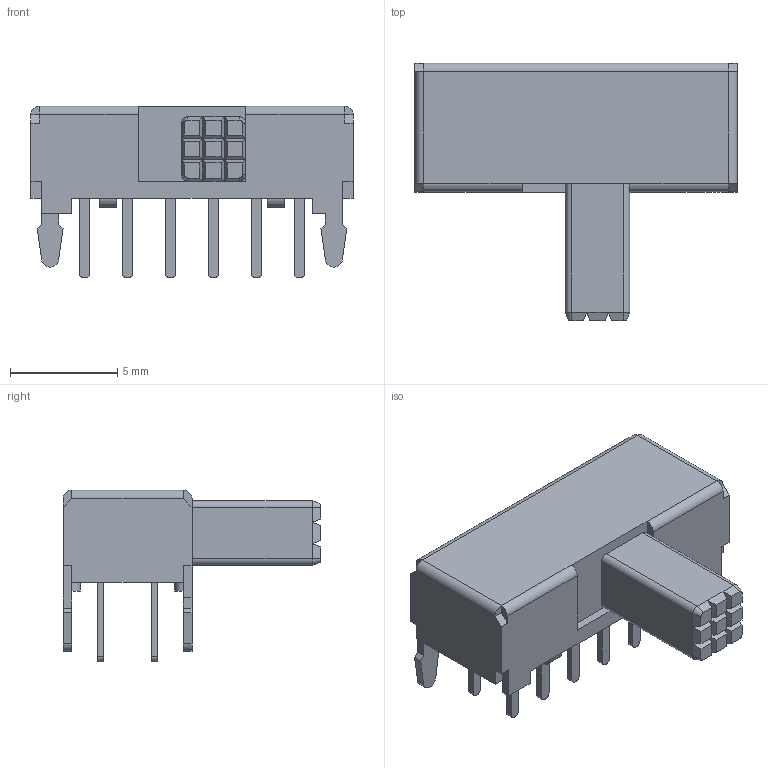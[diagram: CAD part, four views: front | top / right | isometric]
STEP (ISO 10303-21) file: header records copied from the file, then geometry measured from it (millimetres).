
FILE_DESCRIPTION(/* description */ (''),/* implementation_level */ '2;1');
FILE_NAME(/* name */ 'EG4208A.stp',/* time_stamp */ '2021-06-17T09:50:36-05:00',/* author */ ('mwilliams'),/* organization */ (''),/* preprocessor_version */ 'ST-DEVELOPER v18',/* originating_system */ 'Autodesk Inventor 2020',/* authorisation */ '');
FILE_SCHEMA (('AUTOMOTIVE_DESIGN { 1 0 10303 214 3 1 1 }'));
Length unit declared in the file: millimetre
Products named in the file (1): JSS4208A
Bounding box: 15 x 12 x 8 mm (x, y, z)
Volume: 444.7 mm3; surface area: 526.7 mm2
Topology: 1 solids, 1 shells, 203 faces, 485 edges, 296 vertices
Faces by surface type: plane 168, cylinder 31, cone 4
Entity records: 5750 total; most frequent: CARTESIAN_POINT 985, ORIENTED_EDGE 970, DIRECTION 959, EDGE_CURVE 485, LINE 419, VECTOR 419, VERTEX_POINT 296, AXIS2_PLACEMENT_3D 270
